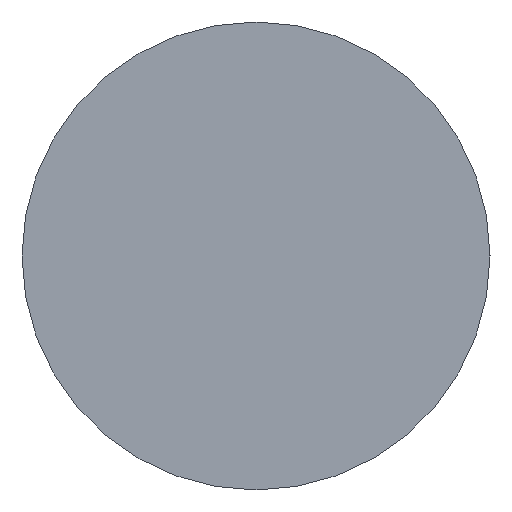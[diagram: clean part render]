
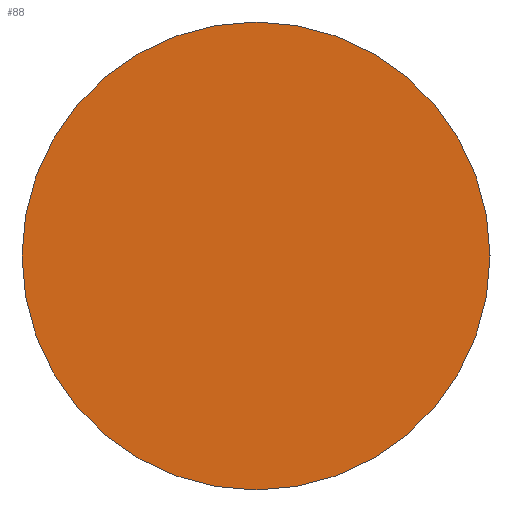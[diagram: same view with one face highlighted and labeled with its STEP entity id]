
A CAD part, left-side view. The second image highlights one B-rep face of the part: STEP entity #88.
In plain terms, the highlighted planar face has unit normal (-1, 0, 0).
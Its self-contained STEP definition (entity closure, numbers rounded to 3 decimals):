
#13 = DIRECTION ( 'NONE',  ( 1., 0., 0. ) ) ;
#18 = CIRCLE ( 'NONE', #73, 4. ) ;
#23 = DIRECTION ( 'NONE',  ( 0., 0., -1. ) ) ;
#47 = ORIENTED_EDGE ( 'NONE', *, *, #124, .F. ) ;
#56 = DIRECTION ( 'NONE',  ( 0., 0., -1. ) ) ;
#60 = EDGE_CURVE ( 'NONE', #62, #96, #18, .T. ) ;
#62 = VERTEX_POINT ( 'NONE', #114 ) ;
#65 = DIRECTION ( 'NONE',  ( 0., 0., -1. ) ) ;
#73 = AXIS2_PLACEMENT_3D ( 'NONE', #80, #103, #23 ) ;
#80 = CARTESIAN_POINT ( 'NONE',  ( 0., 0., 0. ) ) ;
#87 = FACE_OUTER_BOUND ( 'NONE', #134, .T. ) ;
#88 = ADVANCED_FACE ( 'NONE', ( #87 ), #116, .F. ) ;
#90 = AXIS2_PLACEMENT_3D ( 'NONE', #125, #105, #65 ) ;
#93 = ORIENTED_EDGE ( 'NONE', *, *, #60, .F. ) ;
#96 = VERTEX_POINT ( 'NONE', #139 ) ;
#103 = DIRECTION ( 'NONE',  ( 1., 0., 0. ) ) ;
#104 = CARTESIAN_POINT ( 'NONE',  ( 0., 0., 0. ) ) ;
#105 = DIRECTION ( 'NONE',  ( 1., 0., 0. ) ) ;
#114 = CARTESIAN_POINT ( 'NONE',  ( 0., 0., 4. ) ) ;
#116 = PLANE ( 'NONE',  #90 ) ;
#124 = EDGE_CURVE ( 'NONE', #96, #62, #157, .T. ) ;
#125 = CARTESIAN_POINT ( 'NONE',  ( 0., 0., 0. ) ) ;
#134 = EDGE_LOOP ( 'NONE', ( #93, #47 ) ) ;
#139 = CARTESIAN_POINT ( 'NONE',  ( 0., 0., -4. ) ) ;
#157 = CIRCLE ( 'NONE', #164, 4. ) ;
#164 = AXIS2_PLACEMENT_3D ( 'NONE', #104, #13, #56 ) ;
